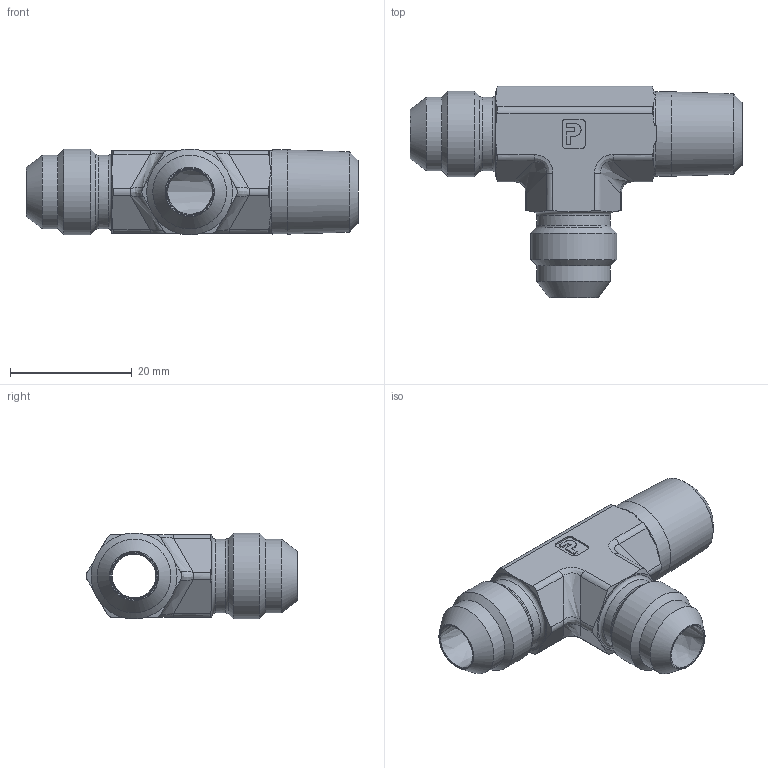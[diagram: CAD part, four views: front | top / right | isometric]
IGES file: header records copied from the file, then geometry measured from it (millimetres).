
Global section: file name: 6_RTX-S; native system: Autodesk Inventor 2016; preprocessor: unknown; author: 530011; date: 20170823.104608; units: inch
Bounding box: 54.61 x 34.77 x 14.14 mm (x, y, z)
Volume: 7557.6 mm3; surface area: 5150.9 mm2
Topology: 1 solids, 1 shells, 118 faces, 324 edges, 212 vertices
Faces by surface type: bspline 118
